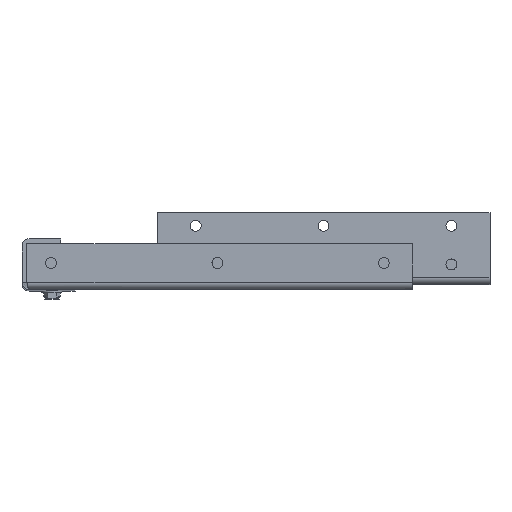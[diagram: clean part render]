
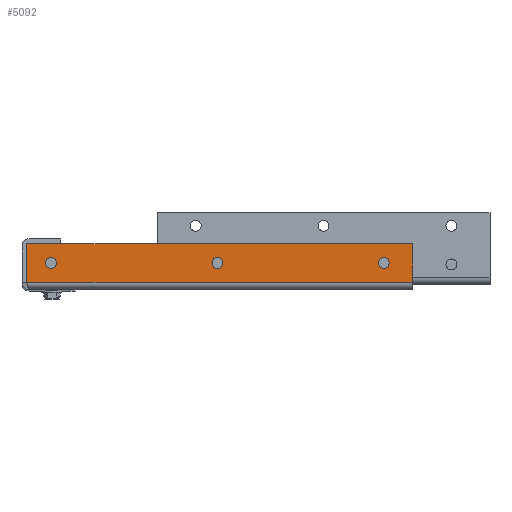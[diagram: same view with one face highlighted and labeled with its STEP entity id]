
A CAD part, top view. The second image highlights one B-rep face of the part: STEP entity #5092.
In plain terms, the highlighted planar face has unit normal (0, 0, 1).
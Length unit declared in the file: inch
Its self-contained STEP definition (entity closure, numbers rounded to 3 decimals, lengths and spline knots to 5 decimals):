
#140 = DIRECTION ( 'NONE',  ( 0., 0., -1. ) ) ;
#160 = VERTEX_POINT ( 'NONE', #4734 ) ;
#280 = ORIENTED_EDGE ( 'NONE', *, *, #6857, .T. ) ;
#296 = VECTOR ( 'NONE', #5560, 39.37008 ) ;
#361 = VERTEX_POINT ( 'NONE', #6210 ) ;
#371 = CIRCLE ( 'NONE', #3514, 0.1405 ) ;
#681 = CARTESIAN_POINT ( 'NONE',  ( 8.75, 0.68625, 7.625 ) ) ;
#740 = ORIENTED_EDGE ( 'NONE', *, *, #7062, .T. ) ;
#748 = CARTESIAN_POINT ( 'NONE',  ( 9.5, 1.1875, 7.625 ) ) ;
#919 = VECTOR ( 'NONE', #3343, 39.37008 ) ;
#931 = CARTESIAN_POINT ( 'NONE',  ( 9.5, 1.1875, 7.625 ) ) ;
#949 = EDGE_CURVE ( 'NONE', #361, #1655, #5523, .T. ) ;
#950 = EDGE_LOOP ( 'NONE', ( #5494, #4974 ) ) ;
#1171 = DIRECTION ( 'NONE',  ( 1., 0., 0. ) ) ;
#1655 = VERTEX_POINT ( 'NONE', #6476 ) ;
#1679 = CARTESIAN_POINT ( 'NONE',  ( -0.44, 0.185, 7.625 ) ) ;
#1714 = CARTESIAN_POINT ( 'NONE',  ( -0.49989, 0.125, 7.625 ) ) ;
#1765 = CARTESIAN_POINT ( 'NONE',  ( 4.4375, 0.68625, 7.625 ) ) ;
#1801 = CARTESIAN_POINT ( 'NONE',  ( 9.5, 0.125, 7.625 ) ) ;
#1891 = DIRECTION ( 'NONE',  ( 0., 0., -1. ) ) ;
#1895 = CARTESIAN_POINT ( 'NONE',  ( 4.297, 0.68625, 7.625 ) ) ;
#1910 = DIRECTION ( 'NONE',  ( 0., 0., -1. ) ) ;
#1918 = ORIENTED_EDGE ( 'NONE', *, *, #7138, .F. ) ;
#2006 = CARTESIAN_POINT ( 'NONE',  ( 4.4375, 0.68625, 7.625 ) ) ;
#2160 = VERTEX_POINT ( 'NONE', #6682 ) ;
#2418 = DIRECTION ( 'NONE',  ( 0., 0., -1. ) ) ;
#2431 = FACE_OUTER_BOUND ( 'NONE', #7090, .T. ) ;
#2450 = EDGE_LOOP ( 'NONE', ( #5384, #280 ) ) ;
#2585 = ORIENTED_EDGE ( 'NONE', *, *, #4165, .T. ) ;
#2683 = AXIS2_PLACEMENT_3D ( 'NONE', #1765, #4172, #1171 ) ;
#2733 = CARTESIAN_POINT ( 'NONE',  ( 9.5, 0.185, 7.625 ) ) ;
#2807 = ORIENTED_EDGE ( 'NONE', *, *, #3809, .T. ) ;
#2849 = VERTEX_POINT ( 'NONE', #931 ) ;
#2926 = CIRCLE ( 'NONE', #2683, 0.1405 ) ;
#3135 = CARTESIAN_POINT ( 'NONE',  ( 0.125, 0.68625, 7.625 ) ) ;
#3153 = CIRCLE ( 'NONE', #7072, 0.1405 ) ;
#3237 = DIRECTION ( 'NONE',  ( 1., 0., 0. ) ) ;
#3343 = DIRECTION ( 'NONE',  ( 0., -1., 0. ) ) ;
#3498 = DIRECTION ( 'NONE',  ( 0., 0., 1. ) ) ;
#3514 = AXIS2_PLACEMENT_3D ( 'NONE', #3135, #140, #3695 ) ;
#3695 = DIRECTION ( 'NONE',  ( 1., 0., 0. ) ) ;
#3741 = DIRECTION ( 'NONE',  ( 1., 0., 0. ) ) ;
#3809 = EDGE_CURVE ( 'NONE', #2849, #6593, #4972, .T. ) ;
#3903 = AXIS2_PLACEMENT_3D ( 'NONE', #681, #1910, #3237 ) ;
#3955 = VECTOR ( 'NONE', #4084, 39.37008 ) ;
#4084 = DIRECTION ( 'NONE',  ( -1., 0., 0. ) ) ;
#4088 = PLANE ( 'NONE',  #6946 ) ;
#4113 = CARTESIAN_POINT ( 'NONE',  ( 8.75, 0.68625, 7.625 ) ) ;
#4165 = EDGE_CURVE ( 'NONE', #4701, #2160, #371, .T. ) ;
#4172 = DIRECTION ( 'NONE',  ( 0., 0., -1. ) ) ;
#4269 = VECTOR ( 'NONE', #6832, 39.37008 ) ;
#4411 = CIRCLE ( 'NONE', #3903, 0.1405 ) ;
#4423 = EDGE_CURVE ( 'NONE', #1655, #361, #4411, .T. ) ;
#4451 = CIRCLE ( 'NONE', #7627, 0.1405 ) ;
#4695 = ORIENTED_EDGE ( 'NONE', *, *, #7041, .T. ) ;
#4701 = VERTEX_POINT ( 'NONE', #7275 ) ;
#4734 = CARTESIAN_POINT ( 'NONE',  ( -0.49989, 0.185, 7.625 ) ) ;
#4756 = CARTESIAN_POINT ( 'NONE',  ( 9.5, 0.125, 7.625 ) ) ;
#4844 = FACE_BOUND ( 'NONE', #2450, .T. ) ;
#4972 = LINE ( 'NONE', #748, #4269 ) ;
#4974 = ORIENTED_EDGE ( 'NONE', *, *, #4423, .T. ) ;
#5026 = CARTESIAN_POINT ( 'NONE',  ( 4.578, 0.68625, 7.625 ) ) ;
#5092 = ADVANCED_FACE ( 'NONE', ( #2431, #5399, #4844, #7265 ), #4088, .T. ) ;
#5163 = DIRECTION ( 'NONE',  ( 0., 0., -1. ) ) ;
#5165 = EDGE_CURVE ( 'NONE', #7771, #6742, #3153, .T. ) ;
#5199 = LINE ( 'NONE', #1714, #919 ) ;
#5384 = ORIENTED_EDGE ( 'NONE', *, *, #5165, .T. ) ;
#5399 = FACE_BOUND ( 'NONE', #5520, .T. ) ;
#5494 = ORIENTED_EDGE ( 'NONE', *, *, #949, .T. ) ;
#5520 = EDGE_LOOP ( 'NONE', ( #740, #2585 ) ) ;
#5523 = CIRCLE ( 'NONE', #6661, 0.1405 ) ;
#5560 = DIRECTION ( 'NONE',  ( 0., -1., 0. ) ) ;
#5589 = DIRECTION ( 'NONE',  ( 1., 0., 0. ) ) ;
#5919 = CARTESIAN_POINT ( 'NONE',  ( -0.49989, 1.1875, 7.625 ) ) ;
#5953 = DIRECTION ( 'NONE',  ( 1., 0., 0. ) ) ;
#6210 = CARTESIAN_POINT ( 'NONE',  ( 8.8905, 0.68625, 7.625 ) ) ;
#6388 = CARTESIAN_POINT ( 'NONE',  ( 0.125, 0.68625, 7.625 ) ) ;
#6476 = CARTESIAN_POINT ( 'NONE',  ( 8.6095, 0.68625, 7.625 ) ) ;
#6593 = VERTEX_POINT ( 'NONE', #5919 ) ;
#6661 = AXIS2_PLACEMENT_3D ( 'NONE', #4113, #2418, #5589 ) ;
#6682 = CARTESIAN_POINT ( 'NONE',  ( 0.2655, 0.68625, 7.625 ) ) ;
#6706 = LINE ( 'NONE', #4756, #296 ) ;
#6742 = VERTEX_POINT ( 'NONE', #1895 ) ;
#6832 = DIRECTION ( 'NONE',  ( -1., 0., 0. ) ) ;
#6857 = EDGE_CURVE ( 'NONE', #6742, #7771, #2926, .T. ) ;
#6946 = AXIS2_PLACEMENT_3D ( 'NONE', #1801, #3498, #5953 ) ;
#7041 = EDGE_CURVE ( 'NONE', #6593, #160, #5199, .T. ) ;
#7062 = EDGE_CURVE ( 'NONE', #2160, #4701, #4451, .T. ) ;
#7072 = AXIS2_PLACEMENT_3D ( 'NONE', #2006, #1891, #3741 ) ;
#7090 = EDGE_LOOP ( 'NONE', ( #7525, #2807, #4695, #1918 ) ) ;
#7099 = LINE ( 'NONE', #1679, #3955 ) ;
#7138 = EDGE_CURVE ( 'NONE', #7403, #160, #7099, .T. ) ;
#7251 = EDGE_CURVE ( 'NONE', #2849, #7403, #6706, .T. ) ;
#7265 = FACE_BOUND ( 'NONE', #950, .T. ) ;
#7275 = CARTESIAN_POINT ( 'NONE',  ( -0.0155, 0.68625, 7.625 ) ) ;
#7403 = VERTEX_POINT ( 'NONE', #2733 ) ;
#7525 = ORIENTED_EDGE ( 'NONE', *, *, #7251, .F. ) ;
#7626 = DIRECTION ( 'NONE',  ( 1., 0., 0. ) ) ;
#7627 = AXIS2_PLACEMENT_3D ( 'NONE', #6388, #5163, #7626 ) ;
#7771 = VERTEX_POINT ( 'NONE', #5026 ) ;
